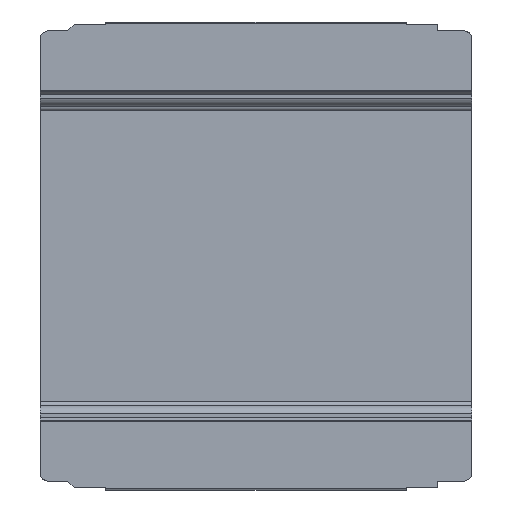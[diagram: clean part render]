
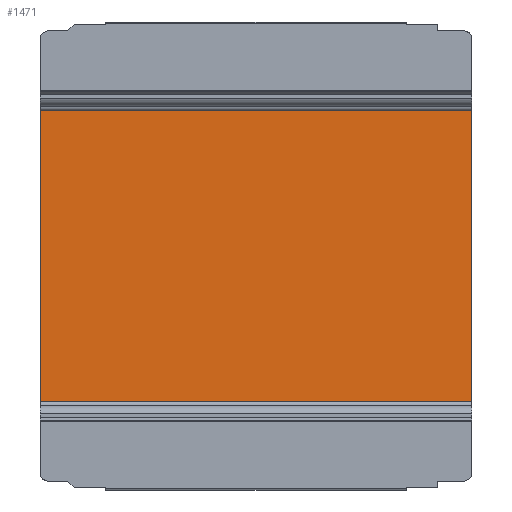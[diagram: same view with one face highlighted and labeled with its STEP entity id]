
A CAD part, front view. The second image highlights one B-rep face of the part: STEP entity #1471.
In plain terms, the highlighted planar face has unit normal (0, -1, 0).
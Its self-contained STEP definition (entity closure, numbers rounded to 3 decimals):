
#1471 = ADVANCED_FACE ( 'NONE', ( #1945 ), #5647, .F. ) ;
#1542 = VERTEX_POINT ( 'NONE', #6684 ) ;
#1945 = FACE_OUTER_BOUND ( 'NONE', #6297, .T. ) ;
#2479 = VERTEX_POINT ( 'NONE', #4413 ) ;
#2620 = VERTEX_POINT ( 'NONE', #4489 ) ;
#3367 = VERTEX_POINT ( 'NONE', #7605 ) ;
#3989 = EDGE_CURVE ( 'NONE', #1542, #2620, #8668, .T. ) ;
#4011 = EDGE_CURVE ( 'NONE', #2479, #3367, #8707, .T. ) ;
#4012 = EDGE_CURVE ( 'NONE', #2620, #3367, #8709, .T. ) ;
#4024 = EDGE_CURVE ( 'NONE', #2479, #1542, #8730, .T. ) ;
#4413 = CARTESIAN_POINT ( 'NONE',  ( -77.65, 9.8, 20.369 ) ) ;
#4489 = CARTESIAN_POINT ( 'NONE',  ( -22.35, 9.8, -20.369 ) ) ;
#5646 = CARTESIAN_POINT ( 'NONE',  ( -45.5, 9.8, 11.5 ) ) ;
#5647 = PLANE ( 'NONE',  #19371 ) ;
#5649 = DIRECTION ( 'NONE',  ( 0., 1., 0. ) ) ;
#5650 = DIRECTION ( 'NONE',  ( 0., 0., 1. ) ) ;
#6297 = EDGE_LOOP ( 'NONE', ( #11966, #11968, #11971, #11973 ) ) ;
#6684 = CARTESIAN_POINT ( 'NONE',  ( -77.65, 9.8, -20.369 ) ) ;
#7605 = CARTESIAN_POINT ( 'NONE',  ( -22.35, 9.8, 20.369 ) ) ;
#8668 = LINE ( 'NONE', #22788, #8669 ) ;
#8669 = VECTOR ( 'NONE', #22789, 1000. ) ;
#8707 = LINE ( 'NONE', #22867, #8708 ) ;
#8708 = VECTOR ( 'NONE', #22868, 1000. ) ;
#8709 = LINE ( 'NONE', #22869, #8710 ) ;
#8710 = VECTOR ( 'NONE', #22870, 1000. ) ;
#8730 = LINE ( 'NONE', #22896, #8731 ) ;
#8731 = VECTOR ( 'NONE', #22897, 1000. ) ;
#11966 = ORIENTED_EDGE ( 'NONE', *, *, #4012, .T. ) ;
#11968 = ORIENTED_EDGE ( 'NONE', *, *, #4011, .F. ) ;
#11971 = ORIENTED_EDGE ( 'NONE', *, *, #4024, .T. ) ;
#11973 = ORIENTED_EDGE ( 'NONE', *, *, #3989, .T. ) ;
#19371 = AXIS2_PLACEMENT_3D ( 'NONE', #5646, #5649, #5650 ) ;
#22788 = CARTESIAN_POINT ( 'NONE',  ( -77.65, 9.8, -20.369 ) ) ;
#22789 = DIRECTION ( 'NONE',  ( 1., 0., 0. ) ) ;
#22867 = CARTESIAN_POINT ( 'NONE',  ( -77.65, 9.8, 20.369 ) ) ;
#22868 = DIRECTION ( 'NONE',  ( 1., 0., 0. ) ) ;
#22869 = CARTESIAN_POINT ( 'NONE',  ( -22.35, 9.8, -21. ) ) ;
#22870 = DIRECTION ( 'NONE',  ( 0., 0., 1. ) ) ;
#22896 = CARTESIAN_POINT ( 'NONE',  ( -77.65, 9.8, -21. ) ) ;
#22897 = DIRECTION ( 'NONE',  ( 0., 0., -1. ) ) ;
